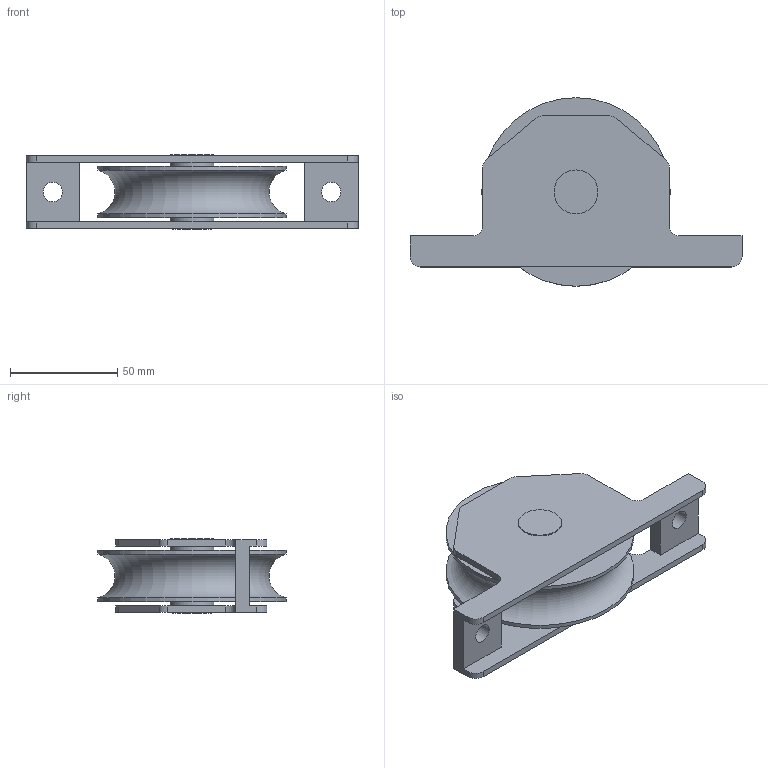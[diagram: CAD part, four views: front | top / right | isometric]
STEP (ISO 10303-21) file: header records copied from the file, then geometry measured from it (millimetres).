
FILE_DESCRIPTION (( 'STEP AP203' ), '1' );
FILE_NAME ('338-100-VA.step', '2020-04-30T09:53:05', ( '' ), ( '' ), 'SwSTEP 2.0', 'SolidWorks 2015', '' );
FILE_SCHEMA (( 'CONFIG_CONTROL_DESIGN' ));
Length unit declared in the file: millimetre
Products named in the file (1): 338-100-VA
Bounding box: 155 x 88 x 35 mm (x, y, z)
Volume: 171963.3 mm3; surface area: 53200.7 mm2
Topology: 2 solids, 3 shells, 280 faces, 752 edges, 502 vertices
Faces by surface type: plane 143, bspline 111, cylinder 23, cone 2, torus 1
Full cylindrical faces by diameter (mm): 9 x2, 18 x1, 20.5 x2, 88 x2
Entity records: 14435 total; most frequent: CARTESIAN_POINT 8120, ORIENTED_EDGE 1472, DIRECTION 902, EDGE_CURVE 736, VERTEX_POINT 496, LINE 466, VECTOR 466, EDGE_LOOP 322
